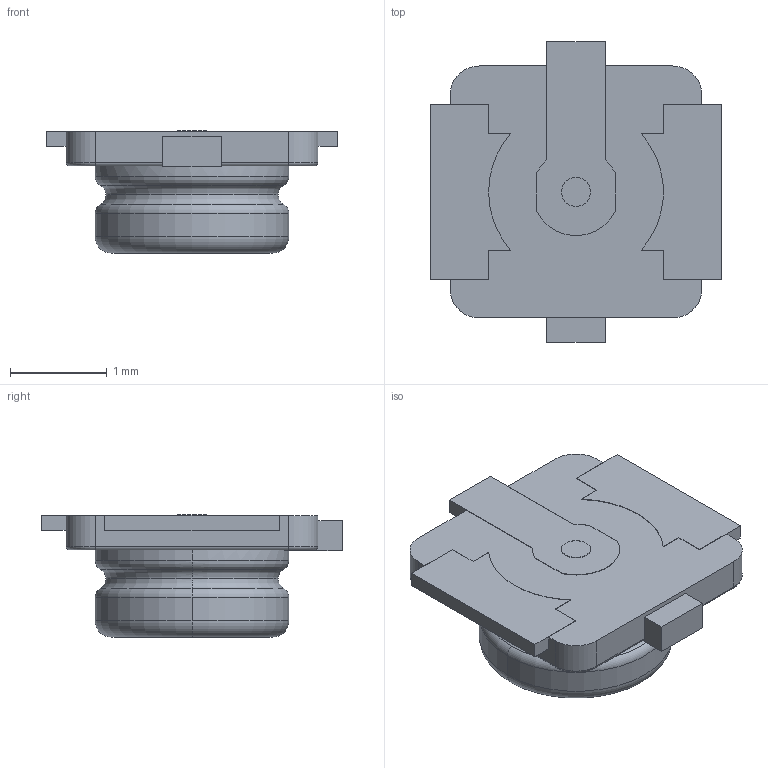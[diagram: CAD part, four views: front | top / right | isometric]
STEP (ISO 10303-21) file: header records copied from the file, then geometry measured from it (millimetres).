
FILE_DESCRIPTION(('FreeCAD Model'),'2;1');
FILE_NAME('Fusion005.step', '2017-06-16T14:57:52',('kicad StepUp'),('ksu MCAD'), 'Open CASCADE STEP processor 6.8','FreeCAD','Unknown');
FILE_SCHEMA(('AUTOMOTIVE_DESIGN_CC2 { 1 2 10303 214 -1 1 5 4 }'));
Length unit declared in the file: millimetre
Products named in the file (1): Fusion005
Bounding box: 3 x 3.1 x 1.26 mm (x, y, z)
Volume: 3.2 mm3; surface area: 32 mm2
Topology: 1 solids, 1 shells, 99 faces, 243 edges, 150 vertices
Faces by surface type: plane 41, cylinder 28, torus 28, revolution 2
Entity records: 3641 total; most frequent: DIRECTION 553, CARTESIAN_POINT 507, ORIENTED_EDGE 486, EDGE_CURVE 243, AXIS2_PLACEMENT_3D 210, VERTEX_POINT 150, LINE 131, VECTOR 131
